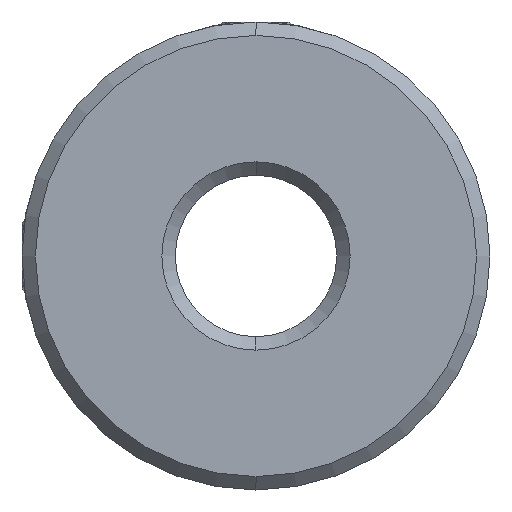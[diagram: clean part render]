
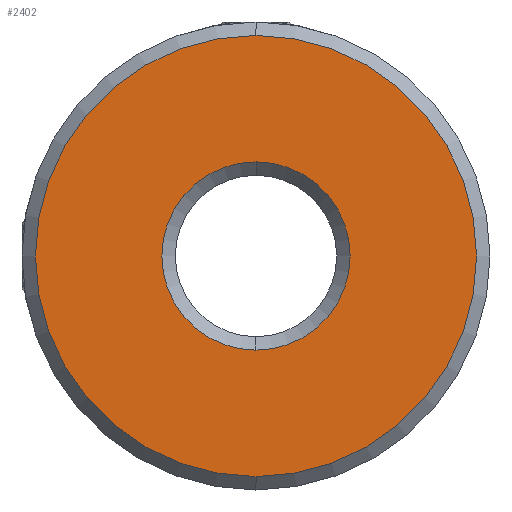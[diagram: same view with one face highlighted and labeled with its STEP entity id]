
A CAD part, left-side view. The second image highlights one B-rep face of the part: STEP entity #2402.
In plain terms, the highlighted planar face has unit normal (-1, 0, 0).
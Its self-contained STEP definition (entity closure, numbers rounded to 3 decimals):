
#180 = CARTESIAN_POINT ( 'NONE',  ( -7.15, 0., 0. ) ) ;
#231 = PLANE ( 'NONE',  #4068 ) ;
#343 = CIRCLE ( 'NONE', #3504, 8.2 ) ;
#395 = DIRECTION ( 'NONE',  ( 1., 0., 0. ) ) ;
#401 = CIRCLE ( 'NONE', #3448, 8.2 ) ;
#508 = ORIENTED_EDGE ( 'NONE', *, *, #3915, .T. ) ;
#523 = DIRECTION ( 'NONE',  ( 0., 0., -1. ) ) ;
#614 = EDGE_CURVE ( 'NONE', #1677, #979, #2319, .T. ) ;
#779 = DIRECTION ( 'NONE',  ( 0., 0., -1. ) ) ;
#786 = VERTEX_POINT ( 'NONE', #1959 ) ;
#892 = CARTESIAN_POINT ( 'NONE',  ( -7.15, -3., 0. ) ) ;
#979 = VERTEX_POINT ( 'NONE', #3454 ) ;
#1211 = FACE_BOUND ( 'NONE', #3316, .T. ) ;
#1592 = AXIS2_PLACEMENT_3D ( 'NONE', #180, #3917, #523 ) ;
#1677 = VERTEX_POINT ( 'NONE', #3559 ) ;
#1777 = DIRECTION ( 'NONE',  ( -1., 0., 0. ) ) ;
#1803 = CARTESIAN_POINT ( 'NONE',  ( -7.15, 0., 0. ) ) ;
#1959 = CARTESIAN_POINT ( 'NONE',  ( -7.15, 0., -8.2 ) ) ;
#2319 = CIRCLE ( 'NONE', #1592, 3.5 ) ;
#2402 = ADVANCED_FACE ( 'NONE', ( #2883, #1211 ), #231, .F. ) ;
#2433 = ORIENTED_EDGE ( 'NONE', *, *, #3894, .T. ) ;
#2474 = DIRECTION ( 'NONE',  ( 0., 0., -1. ) ) ;
#2611 = EDGE_LOOP ( 'NONE', ( #3578, #508 ) ) ;
#2883 = FACE_OUTER_BOUND ( 'NONE', #2611, .T. ) ;
#3133 = CARTESIAN_POINT ( 'NONE',  ( -7.15, 0., 0. ) ) ;
#3211 = AXIS2_PLACEMENT_3D ( 'NONE', #1803, #395, #779 ) ;
#3284 = DIRECTION ( 'NONE',  ( 1., 0., 0. ) ) ;
#3316 = EDGE_LOOP ( 'NONE', ( #3437, #2433 ) ) ;
#3349 = DIRECTION ( 'NONE',  ( 0., 0., -1. ) ) ;
#3395 = CARTESIAN_POINT ( 'NONE',  ( -7.15, 0., 8.2 ) ) ;
#3437 = ORIENTED_EDGE ( 'NONE', *, *, #614, .T. ) ;
#3448 = AXIS2_PLACEMENT_3D ( 'NONE', #3810, #1777, #4209 ) ;
#3454 = CARTESIAN_POINT ( 'NONE',  ( -7.15, 0., -3.5 ) ) ;
#3477 = DIRECTION ( 'NONE',  ( -1., 0., 0. ) ) ;
#3504 = AXIS2_PLACEMENT_3D ( 'NONE', #3133, #3477, #2474 ) ;
#3559 = CARTESIAN_POINT ( 'NONE',  ( -7.15, 0., 3.5 ) ) ;
#3578 = ORIENTED_EDGE ( 'NONE', *, *, #3890, .T. ) ;
#3810 = CARTESIAN_POINT ( 'NONE',  ( -7.15, 0., 0. ) ) ;
#3890 = EDGE_CURVE ( 'NONE', #786, #4316, #343, .T. ) ;
#3894 = EDGE_CURVE ( 'NONE', #979, #1677, #4253, .T. ) ;
#3915 = EDGE_CURVE ( 'NONE', #4316, #786, #401, .T. ) ;
#3917 = DIRECTION ( 'NONE',  ( 1., 0., 0. ) ) ;
#4068 = AXIS2_PLACEMENT_3D ( 'NONE', #892, #3284, #3349 ) ;
#4209 = DIRECTION ( 'NONE',  ( 0., 0., -1. ) ) ;
#4253 = CIRCLE ( 'NONE', #3211, 3.5 ) ;
#4316 = VERTEX_POINT ( 'NONE', #3395 ) ;
